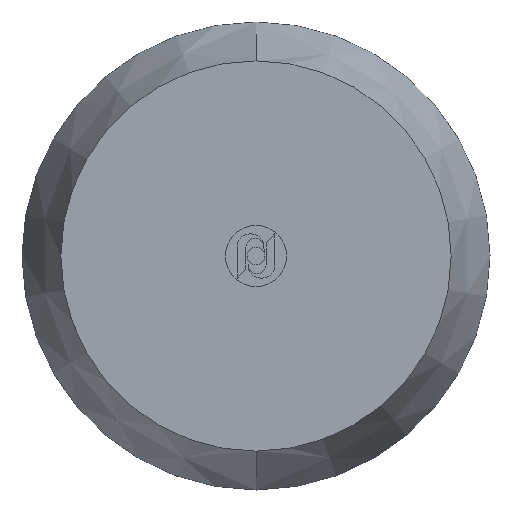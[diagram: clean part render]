
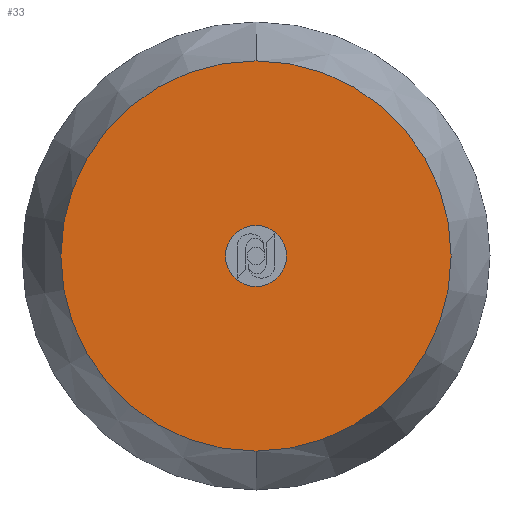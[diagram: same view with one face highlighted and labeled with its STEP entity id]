
A CAD part, front view. The second image highlights one B-rep face of the part: STEP entity #33.
In plain terms, the highlighted planar face has unit normal (0, -1, 0).
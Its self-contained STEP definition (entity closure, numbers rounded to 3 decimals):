
#33 = ADVANCED_FACE ( 'NONE', ( #323, #204 ), #1146, .T. ) ;
#49 = VERTEX_POINT ( 'NONE', #1026 ) ;
#71 = ORIENTED_EDGE ( 'NONE', *, *, #1366, .T. ) ;
#77 = ORIENTED_EDGE ( 'NONE', *, *, #1233, .F. ) ;
#86 = VERTEX_POINT ( 'NONE', #1018 ) ;
#106 = EDGE_LOOP ( 'NONE', ( #284, #71 ) ) ;
#120 = VERTEX_POINT ( 'NONE', #1001 ) ;
#131 = EDGE_LOOP ( 'NONE', ( #136, #77 ) ) ;
#136 = ORIENTED_EDGE ( 'NONE', *, *, #1271, .F. ) ;
#181 = VERTEX_POINT ( 'NONE', #977 ) ;
#204 = FACE_OUTER_BOUND ( 'NONE', #106, .T. ) ;
#284 = ORIENTED_EDGE ( 'NONE', *, *, #1285, .T. ) ;
#323 = FACE_BOUND ( 'NONE', #131, .T. ) ;
#350 = CIRCLE ( 'NONE', #1316, 12.802 ) ;
#356 = CIRCLE ( 'NONE', #1357, 2. ) ;
#380 = CIRCLE ( 'NONE', #1323, 12.802 ) ;
#395 = CIRCLE ( 'NONE', #1329, 2. ) ;
#455 = DIRECTION ( 'NONE',  ( 0., 0., -1. ) ) ;
#456 = DIRECTION ( 'NONE',  ( 0., -1., 0. ) ) ;
#459 = CARTESIAN_POINT ( 'NONE',  ( 0., 0., 0. ) ) ;
#474 = CARTESIAN_POINT ( 'NONE',  ( 0., 0., 0. ) ) ;
#475 = DIRECTION ( 'NONE',  ( 0., -1., 0. ) ) ;
#523 = DIRECTION ( 'NONE',  ( 0., 0., 1. ) ) ;
#524 = DIRECTION ( 'NONE',  ( 0., -1., 0. ) ) ;
#525 = CARTESIAN_POINT ( 'NONE',  ( 0., 0., 0. ) ) ;
#797 = DIRECTION ( 'NONE',  ( 0., 0., 1. ) ) ;
#927 = CARTESIAN_POINT ( 'NONE',  ( 0., 0., 0. ) ) ;
#928 = DIRECTION ( 'NONE',  ( 0., -1., 0. ) ) ;
#929 = DIRECTION ( 'NONE',  ( 0., 0., -1. ) ) ;
#977 = CARTESIAN_POINT ( 'NONE',  ( 0., 0., 2. ) ) ;
#1001 = CARTESIAN_POINT ( 'NONE',  ( 0., 0., -2. ) ) ;
#1018 = CARTESIAN_POINT ( 'NONE',  ( 0., 0., -12.802 ) ) ;
#1026 = CARTESIAN_POINT ( 'NONE',  ( 0., 0., 12.802 ) ) ;
#1143 = DIRECTION ( 'NONE',  ( 0., 0., -1. ) ) ;
#1146 = PLANE ( 'NONE',  #1361 ) ;
#1148 = CARTESIAN_POINT ( 'NONE',  ( -12.956, 0., 12.956 ) ) ;
#1149 = DIRECTION ( 'NONE',  ( 0., -1., 0. ) ) ;
#1233 = EDGE_CURVE ( 'NONE', #181, #120, #356, .T. ) ;
#1271 = EDGE_CURVE ( 'NONE', #120, #181, #395, .T. ) ;
#1285 = EDGE_CURVE ( 'NONE', #49, #86, #380, .T. ) ;
#1316 = AXIS2_PLACEMENT_3D ( 'NONE', #525, #524, #523 ) ;
#1323 = AXIS2_PLACEMENT_3D ( 'NONE', #474, #475, #797 ) ;
#1329 = AXIS2_PLACEMENT_3D ( 'NONE', #459, #456, #455 ) ;
#1357 = AXIS2_PLACEMENT_3D ( 'NONE', #927, #928, #929 ) ;
#1361 = AXIS2_PLACEMENT_3D ( 'NONE', #1148, #1149, #1143 ) ;
#1366 = EDGE_CURVE ( 'NONE', #86, #49, #350, .T. ) ;
